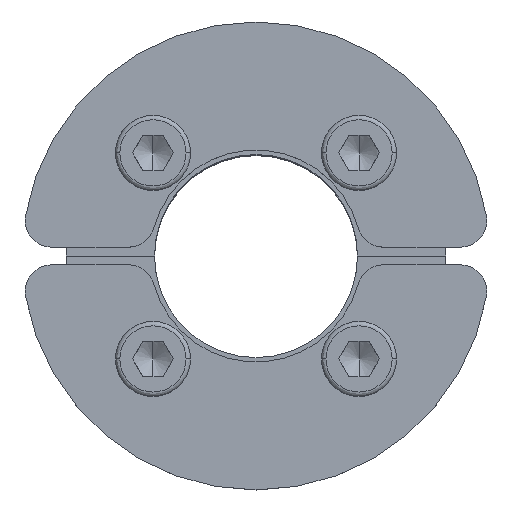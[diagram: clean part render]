
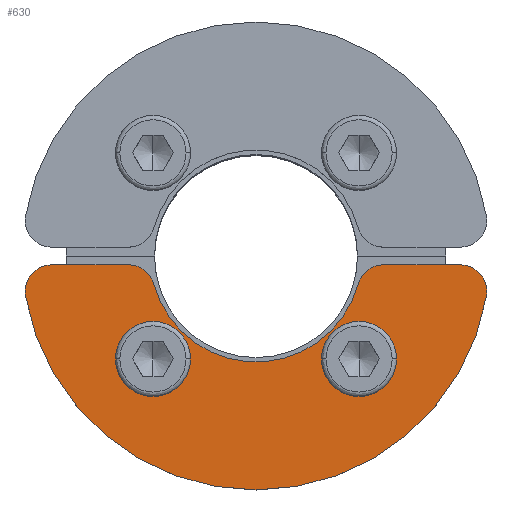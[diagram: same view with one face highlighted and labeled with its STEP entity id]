
A CAD part, top view. The second image highlights one B-rep face of the part: STEP entity #630.
In plain terms, the highlighted planar face has unit normal (0, 0, 1).
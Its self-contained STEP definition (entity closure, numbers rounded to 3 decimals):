
#154=CARTESIAN_POINT('',(26.157,-9.75,1.25));
#155=VERTEX_POINT('',#154);
#171=CARTESIAN_POINT('',(26.113,-9.239,1.25));
#172=VERTEX_POINT('',#171);
#179=CARTESIAN_POINT('',(23.157,-9.75,1.25));
#180=DIRECTION('',(0.0,0.0,-1.0));
#181=DIRECTION('',(1.0,0.0,0.0));
#182=AXIS2_PLACEMENT_3D('',#179,#180,#181);
#183=CIRCLE('',#182,3.0);
#184=EDGE_CURVE('',#172,#155,#183,.T.);
#194=CARTESIAN_POINT('',(-26.157,-9.75,1.25));
#195=VERTEX_POINT('',#194);
#204=CARTESIAN_POINT('',(-26.113,-9.239,1.25));
#205=VERTEX_POINT('',#204);
#206=CARTESIAN_POINT('',(-23.157,-9.75,1.25));
#207=DIRECTION('',(0.0,0.0,-1.0));
#208=DIRECTION('',(1.0,0.0,0.0));
#209=AXIS2_PLACEMENT_3D('',#206,#207,#208);
#210=CIRCLE('',#209,3.0);
#211=EDGE_CURVE('',#195,#205,#210,.T.);
#238=CARTESIAN_POINT('',(-9.067,-2.083,1.25));
#239=VERTEX_POINT('',#238);
#255=CARTESIAN_POINT('',(-14.267,-2.083,1.25));
#256=VERTEX_POINT('',#255);
#263=CARTESIAN_POINT('',(-11.667,-2.083,1.25));
#264=DIRECTION('',(0.0,0.0,-1.0));
#265=DIRECTION('',(1.0,0.0,0.0));
#266=AXIS2_PLACEMENT_3D('',#263,#264,#265);
#267=CIRCLE('',#266,2.6);
#268=EDGE_CURVE('',#239,#256,#267,.T.);
#280=CARTESIAN_POINT('',(14.267,-2.083,1.25));
#281=VERTEX_POINT('',#280);
#297=CARTESIAN_POINT('',(9.067,-2.083,1.25));
#298=VERTEX_POINT('',#297);
#305=CARTESIAN_POINT('',(11.667,-2.083,1.25));
#306=DIRECTION('',(0.0,0.0,-1.0));
#307=DIRECTION('',(1.0,0.0,0.0));
#308=AXIS2_PLACEMENT_3D('',#305,#306,#307);
#309=CIRCLE('',#308,2.6);
#310=EDGE_CURVE('',#281,#298,#309,.T.);
#321=CARTESIAN_POINT('',(11.667,-2.083,1.25));
#322=DIRECTION('',(0.0,0.0,-1.0));
#323=DIRECTION('',(1.0,0.0,0.0));
#324=AXIS2_PLACEMENT_3D('',#321,#322,#323);
#325=CIRCLE('',#324,2.6);
#326=EDGE_CURVE('',#298,#281,#325,.T.);
#345=CARTESIAN_POINT('',(-11.667,-2.083,1.25));
#346=DIRECTION('',(0.0,0.0,-1.0));
#347=DIRECTION('',(1.0,0.0,0.0));
#348=AXIS2_PLACEMENT_3D('',#345,#346,#347);
#349=CIRCLE('',#348,2.6);
#350=EDGE_CURVE('',#256,#239,#349,.T.);
#368=CARTESIAN_POINT('',(14.457,-12.75,1.25));
#369=VERTEX_POINT('',#368);
#370=CARTESIAN_POINT('',(11.565,-10.55,1.25));
#371=VERTEX_POINT('',#370);
#372=CARTESIAN_POINT('',(14.457,-9.75,1.25));
#373=DIRECTION('',(0.0,0.0,-1.0));
#374=DIRECTION('',(1.0,0.0,0.0));
#375=AXIS2_PLACEMENT_3D('',#372,#373,#374);
#376=CIRCLE('',#375,3.0);
#377=EDGE_CURVE('',#369,#371,#376,.T.);
#410=CARTESIAN_POINT('',(-11.565,-10.55,1.25));
#411=VERTEX_POINT('',#410);
#412=CARTESIAN_POINT('',(0.0,-13.75,1.25));
#413=DIRECTION('',(0.0,0.0,1.0));
#414=DIRECTION('',(1.0,0.0,0.0));
#415=AXIS2_PLACEMENT_3D('',#412,#413,#414);
#416=CIRCLE('',#415,12.0);
#417=EDGE_CURVE('',#371,#411,#416,.T.);
#443=CARTESIAN_POINT('',(-14.457,-12.75,1.25));
#444=VERTEX_POINT('',#443);
#445=CARTESIAN_POINT('',(-14.457,-9.75,1.25));
#446=DIRECTION('',(0.0,0.0,-1.0));
#447=DIRECTION('',(1.0,0.0,0.0));
#448=AXIS2_PLACEMENT_3D('',#445,#446,#447);
#449=CIRCLE('',#448,3.0);
#450=EDGE_CURVE('',#411,#444,#449,.T.);
#476=CARTESIAN_POINT('',(-23.157,-12.75,1.25));
#477=VERTEX_POINT('',#476);
#478=CARTESIAN_POINT('',(-14.457,-12.75,1.25));
#479=DIRECTION('',(-1.0,0.0,0.0));
#480=VECTOR('',#479,8.7);
#481=LINE('',#478,#480);
#482=EDGE_CURVE('',#444,#477,#481,.T.);
#516=CARTESIAN_POINT('',(-23.157,-9.75,1.25));
#517=DIRECTION('',(0.0,0.0,-1.0));
#518=DIRECTION('',(1.0,0.0,0.0));
#519=AXIS2_PLACEMENT_3D('',#516,#517,#518);
#520=CIRCLE('',#519,3.0);
#521=EDGE_CURVE('',#477,#195,#520,.T.);
#531=CARTESIAN_POINT('',(0.0,-13.75,1.25));
#532=DIRECTION('',(0.0,0.0,-1.0));
#533=DIRECTION('',(1.0,0.0,0.0));
#534=AXIS2_PLACEMENT_3D('',#531,#532,#533);
#535=CIRCLE('',#534,26.5);
#536=EDGE_CURVE('',#205,#172,#535,.T.);
#556=CARTESIAN_POINT('',(23.157,-12.75,1.25));
#557=VERTEX_POINT('',#556);
#558=CARTESIAN_POINT('',(23.157,-9.75,1.25));
#559=DIRECTION('',(0.0,0.0,-1.0));
#560=DIRECTION('',(1.0,0.0,0.0));
#561=AXIS2_PLACEMENT_3D('',#558,#559,#560);
#562=CIRCLE('',#561,3.0);
#563=EDGE_CURVE('',#155,#557,#562,.T.);
#588=CARTESIAN_POINT('',(23.157,-12.75,1.25));
#589=DIRECTION('',(-1.0,0.0,0.0));
#590=VECTOR('',#589,8.7);
#591=LINE('',#588,#590);
#592=EDGE_CURVE('',#557,#369,#591,.T.);
#605=CARTESIAN_POINT('',(0.,-2.433,1.25));
#606=DIRECTION('',(0.0,0.0,1.0));
#607=DIRECTION('',(1.0,0.0,0.0));
#608=AXIS2_PLACEMENT_3D('',#605,#606,#607);
#609=PLANE('',#608);
#610=ORIENTED_EDGE('',*,*,#377,.F.);
#611=ORIENTED_EDGE('',*,*,#592,.F.);
#612=ORIENTED_EDGE('',*,*,#563,.F.);
#613=ORIENTED_EDGE('',*,*,#184,.F.);
#614=ORIENTED_EDGE('',*,*,#536,.F.);
#615=ORIENTED_EDGE('',*,*,#211,.F.);
#616=ORIENTED_EDGE('',*,*,#521,.F.);
#617=ORIENTED_EDGE('',*,*,#482,.F.);
#618=ORIENTED_EDGE('',*,*,#450,.F.);
#619=ORIENTED_EDGE('',*,*,#417,.F.);
#620=EDGE_LOOP('',(#610,#611,#612,#613,#614,#615,#616,#617,#618,#619));
#621=FACE_OUTER_BOUND('',#620,.T.);
#622=ORIENTED_EDGE('',*,*,#310,.T.);
#623=ORIENTED_EDGE('',*,*,#326,.T.);
#624=EDGE_LOOP('',(#622,#623));
#625=FACE_BOUND('',#624,.T.);
#626=ORIENTED_EDGE('',*,*,#268,.T.);
#627=ORIENTED_EDGE('',*,*,#350,.T.);
#628=EDGE_LOOP('',(#626,#627));
#629=FACE_BOUND('',#628,.T.);
#630=ADVANCED_FACE('',(#621,#625,#629),#609,.T.);
